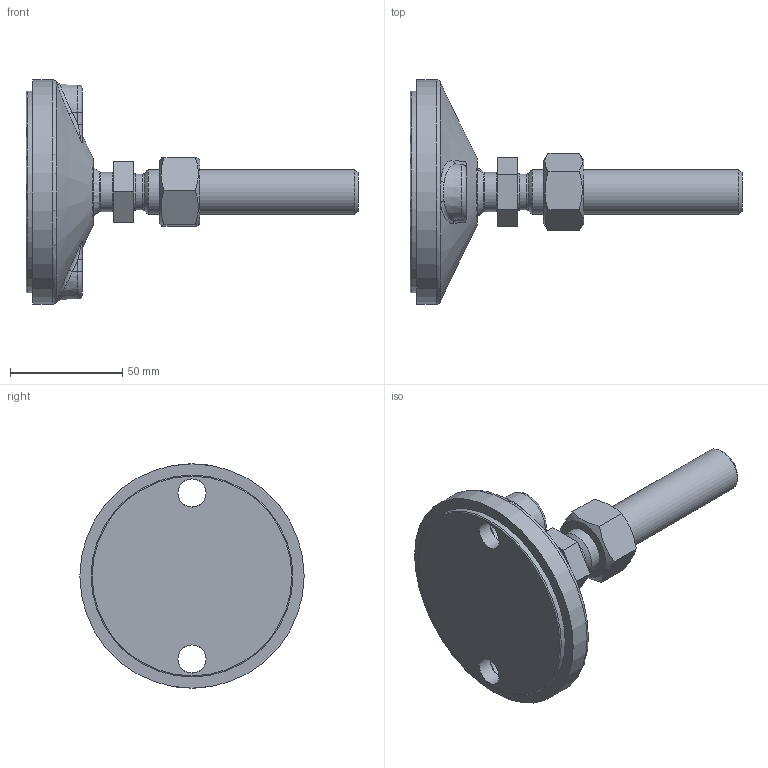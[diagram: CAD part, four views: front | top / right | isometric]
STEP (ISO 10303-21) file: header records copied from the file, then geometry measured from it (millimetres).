
FILE_DESCRIPTION(/* description */ (''),/* implementation_level */ '2;1');
FILE_NAME(/* name */ '419920.stp',/* time_stamp */ '2019-11-02T11:08:03+01:00',/* author */ ('Spacek'),/* organization */ ('Alutec K&K'),/* preprocessor_version */ 'ST-DEVELOPER v17',/* originating_system */ 'Autodesk Inventor 2018',/* authorisation */ '');
FILE_SCHEMA (('AUTOMOTIVE_DESIGN { 1 0 10303 214 3 1 1 }'));
Length unit declared in the file: millimetre
Products named in the file (4): 419920; 419920_1; ISO4032_M20_N; 4721-154-419916_1
Assembly tree (3 placements, depth 2):
  419920
    419920_1
    ISO4032_M20_N
    4721-154-419916_1
Bounding box: 148 x 100 x 100 mm (x, y, z)
Volume: 164481 mm3; surface area: 59819.3 mm2
Topology: 4 solids, 4 shells, 154 faces, 437 edges, 278 vertices
Faces by surface type: plane 81, cylinder 30, cone 17, bspline 14, torus 9, sphere 3
Full cylindrical faces by diameter (mm): 10 x2, 12.5 x4, 16 x1, 17.294 x1, 17.5 x1, 20 x2, 90 x2, 100 x1
Entity records: 5849 total; most frequent: CARTESIAN_POINT 1605, ORIENTED_EDGE 866, DIRECTION 827, EDGE_CURVE 433, AXIS2_PLACEMENT_3D 327, VERTEX_POINT 278, CIRCLE 180, LINE 173
